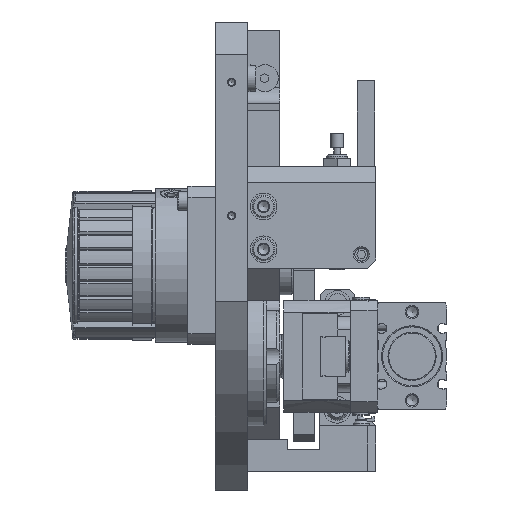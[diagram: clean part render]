
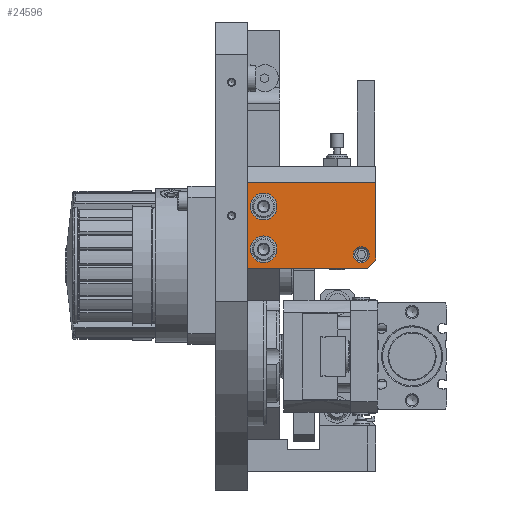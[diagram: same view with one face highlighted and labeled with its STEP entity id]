
A CAD part, front view. The second image highlights one B-rep face of the part: STEP entity #24596.
In plain terms, the highlighted face is planar.
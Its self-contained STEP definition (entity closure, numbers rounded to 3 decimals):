
#1545=PLANE('',#27800);
#2680=LINE('',#41443,#4158);
#2682=LINE('',#41447,#4160);
#2686=LINE('',#41461,#4164);
#2687=LINE('',#41462,#4165);
#2688=LINE('',#41464,#4166);
#4158=VECTOR('',#33370,1000.);
#4160=VECTOR('',#33374,1000.);
#4164=VECTOR('',#33386,1000.);
#4165=VECTOR('',#33387,1000.);
#4166=VECTOR('',#33388,1000.);
#8318=ORIENTED_EDGE('',*,*,#12973,.F.);
#8319=ORIENTED_EDGE('',*,*,#12974,.F.);
#8320=ORIENTED_EDGE('',*,*,#12975,.F.);
#8321=ORIENTED_EDGE('',*,*,#12969,.T.);
#8322=ORIENTED_EDGE('',*,*,#12976,.T.);
#8323=ORIENTED_EDGE('',*,*,#12967,.T.);
#8324=ORIENTED_EDGE('',*,*,#12977,.T.);
#8325=ORIENTED_EDGE('',*,*,#12978,.T.);
#12967=EDGE_CURVE('',#15692,#15694,#2680,.T.);
#12969=EDGE_CURVE('',#15696,#15695,#2682,.T.);
#12973=EDGE_CURVE('',#15699,#15699,#17563,.T.);
#12974=EDGE_CURVE('',#15700,#15700,#17564,.T.);
#12975=EDGE_CURVE('',#15701,#15701,#17565,.T.);
#12976=EDGE_CURVE('',#15695,#15692,#2686,.T.);
#12977=EDGE_CURVE('',#15694,#15702,#2687,.T.);
#12978=EDGE_CURVE('',#15702,#15696,#2688,.T.);
#15692=VERTEX_POINT('',#41438);
#15694=VERTEX_POINT('',#41442);
#15695=VERTEX_POINT('',#41446);
#15696=VERTEX_POINT('',#41448);
#15699=VERTEX_POINT('',#41456);
#15700=VERTEX_POINT('',#41458);
#15701=VERTEX_POINT('',#41460);
#15702=VERTEX_POINT('',#41463);
#17563=CIRCLE('',#27801,3.);
#17564=CIRCLE('',#27802,5.);
#17565=CIRCLE('',#27803,5.);
#19471=EDGE_LOOP('',(#8318));
#19472=EDGE_LOOP('',(#8319));
#19473=EDGE_LOOP('',(#8320));
#19474=EDGE_LOOP('',(#8321,#8322,#8323,#8324,#8325));
#21993=FACE_BOUND('',#19471,.T.);
#21994=FACE_BOUND('',#19472,.T.);
#21995=FACE_BOUND('',#19473,.T.);
#21996=FACE_BOUND('',#19474,.T.);
#24596=ADVANCED_FACE('',(#21993,#21994,#21995,#21996),#1545,.T.);
#27800=AXIS2_PLACEMENT_3D('',#41454,#33378,#33379);
#27801=AXIS2_PLACEMENT_3D('',#41455,#33380,#33381);
#27802=AXIS2_PLACEMENT_3D('',#41457,#33382,#33383);
#27803=AXIS2_PLACEMENT_3D('',#41459,#33384,#33385);
#33370=DIRECTION('',(0.,0.,-1.));
#33374=DIRECTION('',(0.,0.,1.));
#33378=DIRECTION('',(1.,0.,0.));
#33379=DIRECTION('',(0.,0.,-1.));
#33380=DIRECTION('',(1.,0.,0.));
#33381=DIRECTION('',(0.,0.,-1.));
#33382=DIRECTION('',(1.,0.,0.));
#33383=DIRECTION('',(0.,0.,-1.));
#33384=DIRECTION('',(1.,0.,0.));
#33385=DIRECTION('',(0.,0.,-1.));
#33386=DIRECTION('',(0.,-1.,0.));
#33387=DIRECTION('',(0.,1.,0.));
#33388=DIRECTION('',(0.,0.707,0.707));
#41438=CARTESIAN_POINT('',(12.,0.,13.));
#41442=CARTESIAN_POINT('',(12.,0.,-19.));
#41443=CARTESIAN_POINT('',(12.,0.,19.));
#41446=CARTESIAN_POINT('',(12.,48.,13.));
#41447=CARTESIAN_POINT('',(12.,48.,-16.));
#41448=CARTESIAN_POINT('',(12.,48.,-16.));
#41454=CARTESIAN_POINT('',(12.,0.,0.));
#41455=CARTESIAN_POINT('',(12.,42.5,-14.));
#41456=CARTESIAN_POINT('',(12.,42.5,-17.));
#41457=CARTESIAN_POINT('',(12.,6.,4.));
#41458=CARTESIAN_POINT('',(12.,6.,-1.));
#41459=CARTESIAN_POINT('',(12.,6.,-12.));
#41460=CARTESIAN_POINT('',(12.,6.,-17.));
#41461=CARTESIAN_POINT('',(12.,48.,13.));
#41462=CARTESIAN_POINT('',(12.,0.,-19.));
#41463=CARTESIAN_POINT('',(12.,45.,-19.));
#41464=CARTESIAN_POINT('',(12.,45.,-19.));
